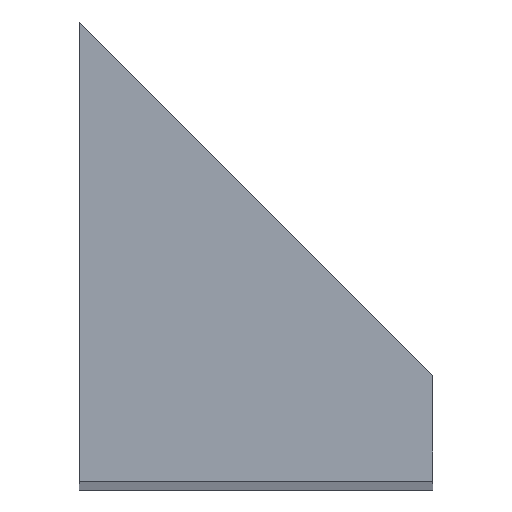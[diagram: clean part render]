
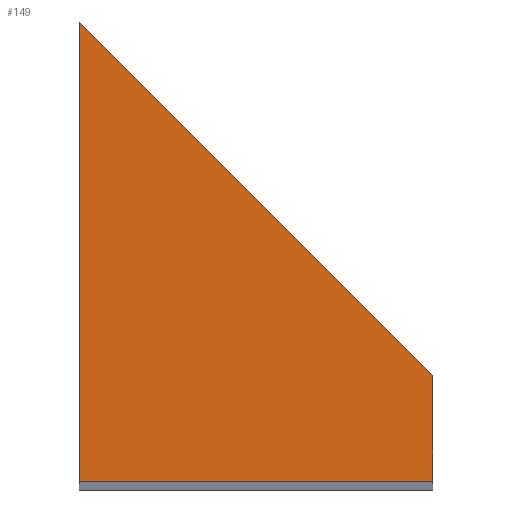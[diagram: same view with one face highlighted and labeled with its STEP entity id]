
A CAD part, top view. The second image highlights one B-rep face of the part: STEP entity #149.
In plain terms, the highlighted planar face has unit normal (0, 0, 1).
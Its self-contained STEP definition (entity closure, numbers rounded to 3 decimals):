
#3 = DIRECTION ( 'NONE',  ( 0., 1., 0. ) ) ;
#5 = LINE ( 'NONE', #185, #16 ) ;
#13 = EDGE_CURVE ( 'NONE', #124, #43, #139, .T. ) ;
#16 = VECTOR ( 'NONE', #3, 1000. ) ;
#30 = EDGE_CURVE ( 'NONE', #47, #124, #179, .T. ) ;
#36 = AXIS2_PLACEMENT_3D ( 'NONE', #54, #67, #195 ) ;
#43 = VERTEX_POINT ( 'NONE', #213 ) ;
#47 = VERTEX_POINT ( 'NONE', #227 ) ;
#49 = VECTOR ( 'NONE', #106, 1000. ) ;
#52 = CARTESIAN_POINT ( 'NONE',  ( 0., 0., 14.15 ) ) ;
#54 = CARTESIAN_POINT ( 'NONE',  ( 0., 0., 14.15 ) ) ;
#56 = EDGE_CURVE ( 'NONE', #119, #47, #63, .T. ) ;
#63 = LINE ( 'NONE', #233, #49 ) ;
#67 = DIRECTION ( 'NONE',  ( 0., 0., 1. ) ) ;
#84 = ORIENTED_EDGE ( 'NONE', *, *, #30, .T. ) ;
#106 = DIRECTION ( 'NONE',  ( -0.707, 0.707, 0. ) ) ;
#113 = ORIENTED_EDGE ( 'NONE', *, *, #56, .T. ) ;
#119 = VERTEX_POINT ( 'NONE', #144 ) ;
#124 = VERTEX_POINT ( 'NONE', #236 ) ;
#139 = LINE ( 'NONE', #52, #209 ) ;
#144 = CARTESIAN_POINT ( 'NONE',  ( 2., 0.6, 14.15 ) ) ;
#149 = ADVANCED_FACE ( 'NONE', ( #156 ), #158, .T. ) ;
#156 = FACE_OUTER_BOUND ( 'NONE', #168, .T. ) ;
#158 = PLANE ( 'NONE',  #36 ) ;
#168 = EDGE_LOOP ( 'NONE', ( #229, #170, #113, #84 ) ) ;
#170 = ORIENTED_EDGE ( 'NONE', *, *, #206, .T. ) ;
#173 = DIRECTION ( 'NONE',  ( 1., 0., 0. ) ) ;
#178 = DIRECTION ( 'NONE',  ( 0., -1., 0. ) ) ;
#179 = LINE ( 'NONE', #214, #207 ) ;
#185 = CARTESIAN_POINT ( 'NONE',  ( 2., 0., 14.15 ) ) ;
#195 = DIRECTION ( 'NONE',  ( 1., 0., 0. ) ) ;
#206 = EDGE_CURVE ( 'NONE', #43, #119, #5, .T. ) ;
#207 = VECTOR ( 'NONE', #178, 1000. ) ;
#209 = VECTOR ( 'NONE', #173, 1000. ) ;
#213 = CARTESIAN_POINT ( 'NONE',  ( 2., 0., 14.15 ) ) ;
#214 = CARTESIAN_POINT ( 'NONE',  ( 0., 0., 14.15 ) ) ;
#227 = CARTESIAN_POINT ( 'NONE',  ( 0., 2.6, 14.15 ) ) ;
#229 = ORIENTED_EDGE ( 'NONE', *, *, #13, .T. ) ;
#233 = CARTESIAN_POINT ( 'NONE',  ( 1.3, 1.3, 14.15 ) ) ;
#236 = CARTESIAN_POINT ( 'NONE',  ( 0., 0., 14.15 ) ) ;
